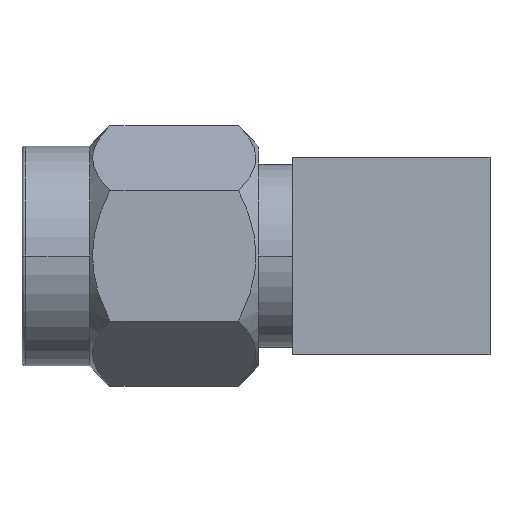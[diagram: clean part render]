
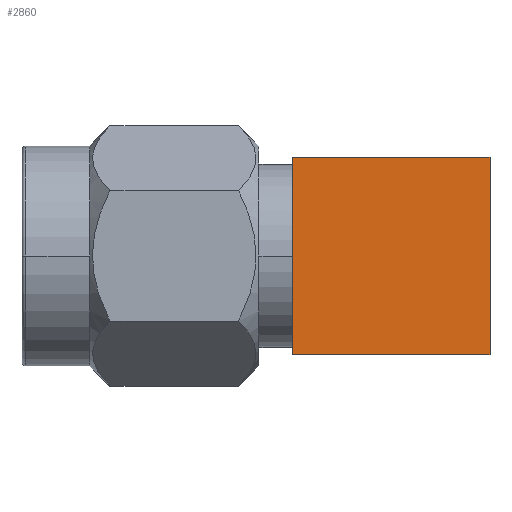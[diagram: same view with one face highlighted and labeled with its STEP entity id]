
A CAD part, left-side view. The second image highlights one B-rep face of the part: STEP entity #2860.
In plain terms, the highlighted planar face has unit normal (-1, 0, 0).
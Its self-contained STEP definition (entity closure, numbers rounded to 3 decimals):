
#1=DIRECTION('',(0.,0.,1.));
#2=VECTOR('',#1,7.);
#3=CARTESIAN_POINT('',(-3.5,3.5,-3.5));
#4=LINE('',#3,#2);
#5=DIRECTION('',(0.,-1.,0.));
#6=VECTOR('',#5,7.);
#7=CARTESIAN_POINT('',(-3.5,3.5,3.5));
#8=LINE('',#7,#6);
#9=DIRECTION('',(0.,0.,-1.));
#10=VECTOR('',#9,7.);
#11=CARTESIAN_POINT('',(-3.5,-3.5,3.5));
#12=LINE('',#11,#10);
#13=DIRECTION('',(0.,1.,0.));
#14=VECTOR('',#13,7.);
#15=CARTESIAN_POINT('',(-3.5,-3.5,-3.5));
#16=LINE('',#15,#14);
#2489=CARTESIAN_POINT('',(-3.5,3.5,-3.5));
#2490=CARTESIAN_POINT('',(-3.5,3.5,3.5));
#2491=VERTEX_POINT('',#2489);
#2492=VERTEX_POINT('',#2490);
#2493=CARTESIAN_POINT('',(-3.5,-3.5,3.5));
#2494=VERTEX_POINT('',#2493);
#2495=CARTESIAN_POINT('',(-3.5,-3.5,-3.5));
#2496=VERTEX_POINT('',#2495);
#2845=CARTESIAN_POINT('',(-3.5,0.,0.));
#2846=DIRECTION('',(1.,0.,0.));
#2847=DIRECTION('',(0.,-1.,0.));
#2848=AXIS2_PLACEMENT_3D('',#2845,#2846,#2847);
#2849=PLANE('',#2848);
#2851=ORIENTED_EDGE('',*,*,#2850,.T.);
#2853=ORIENTED_EDGE('',*,*,#2852,.T.);
#2855=ORIENTED_EDGE('',*,*,#2854,.T.);
#2857=ORIENTED_EDGE('',*,*,#2856,.T.);
#2858=EDGE_LOOP('',(#2851,#2853,#2855,#2857));
#2859=FACE_OUTER_BOUND('',#2858,.F.);
#2860=ADVANCED_FACE('',(#2859),#2849,.F.);
#2850=EDGE_CURVE('',#2491,#2492,#4,.T.);
#2852=EDGE_CURVE('',#2492,#2494,#8,.T.);
#2854=EDGE_CURVE('',#2494,#2496,#12,.T.);
#2856=EDGE_CURVE('',#2496,#2491,#16,.T.);
